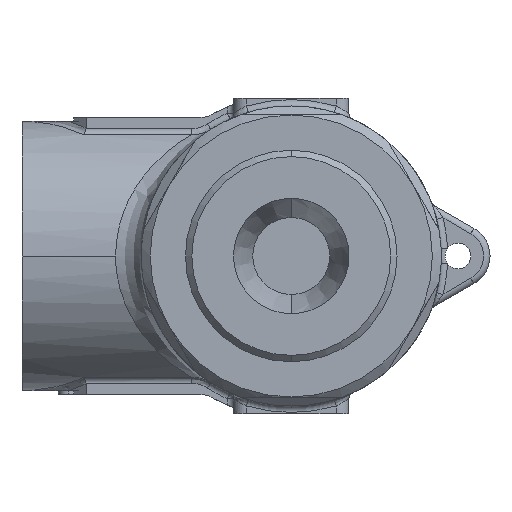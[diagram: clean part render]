
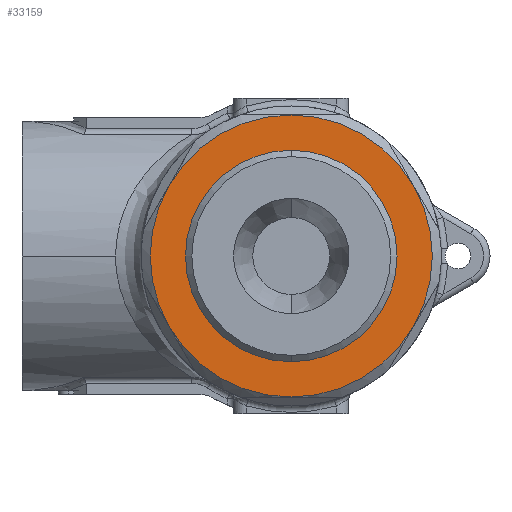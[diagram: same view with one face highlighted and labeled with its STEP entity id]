
A CAD part, front view. The second image highlights one B-rep face of the part: STEP entity #33159.
In plain terms, the highlighted planar face has unit normal (0, -1, 0).
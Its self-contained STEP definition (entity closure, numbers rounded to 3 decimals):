
#679 = VERTEX_POINT ( 'NONE', #29893 ) ;
#1782 = AXIS2_PLACEMENT_3D ( 'NONE', #14031, #34079, #16891 ) ;
#3036 = ORIENTED_EDGE ( 'NONE', *, *, #30602, .T. ) ;
#3792 = EDGE_CURVE ( 'NONE', #19883, #9328, #15440, .T. ) ;
#5094 = FACE_OUTER_BOUND ( 'NONE', #15886, .T. ) ;
#6122 = DIRECTION ( 'NONE',  ( 0., 1., 0. ) ) ;
#7303 = CARTESIAN_POINT ( 'NONE',  ( 0., 12., 8.15 ) ) ;
#7546 = CARTESIAN_POINT ( 'NONE',  ( 0., 12., 8.15 ) ) ;
#7735 = DIRECTION ( 'NONE',  ( 0., 1., 0. ) ) ;
#9328 = VERTEX_POINT ( 'NONE', #25191 ) ;
#10401 = DIRECTION ( 'NONE',  ( 0., 0., -1. ) ) ;
#10483 = CIRCLE ( 'NONE', #37188, 11. ) ;
#12723 = FACE_BOUND ( 'NONE', #20995, .T. ) ;
#13203 = PLANE ( 'NONE',  #22039 ) ;
#14031 = CARTESIAN_POINT ( 'NONE',  ( 0., 12., 0. ) ) ;
#14205 = EDGE_CURVE ( 'NONE', #9328, #19883, #10483, .T. ) ;
#15435 = ORIENTED_EDGE ( 'NONE', *, *, #17819, .T. ) ;
#15440 = CIRCLE ( 'NONE', #31802, 11. ) ;
#15886 = EDGE_LOOP ( 'NONE', ( #33937, #37180 ) ) ;
#16891 = DIRECTION ( 'NONE',  ( 0., 0., 1. ) ) ;
#17150 = DIRECTION ( 'NONE',  ( 0., 1., 0. ) ) ;
#17819 = EDGE_CURVE ( 'NONE', #28959, #679, #29895, .T. ) ;
#18353 = CIRCLE ( 'NONE', #1782, 8.15 ) ;
#19883 = VERTEX_POINT ( 'NONE', #20409 ) ;
#20409 = CARTESIAN_POINT ( 'NONE',  ( 0., 12., -11. ) ) ;
#20995 = EDGE_LOOP ( 'NONE', ( #15435, #3036 ) ) ;
#22039 = AXIS2_PLACEMENT_3D ( 'NONE', #7546, #27625, #10401 ) ;
#23290 = CARTESIAN_POINT ( 'NONE',  ( 0., 12., 0. ) ) ;
#24951 = CARTESIAN_POINT ( 'NONE',  ( 0., 12., 0. ) ) ;
#25191 = CARTESIAN_POINT ( 'NONE',  ( 0., 12., 11. ) ) ;
#26152 = DIRECTION ( 'NONE',  ( 0., 0., 1. ) ) ;
#27625 = DIRECTION ( 'NONE',  ( 0., -1., 0. ) ) ;
#27848 = DIRECTION ( 'NONE',  ( 0., 0., 1. ) ) ;
#28230 = AXIS2_PLACEMENT_3D ( 'NONE', #23290, #6122, #26152 ) ;
#28959 = VERTEX_POINT ( 'NONE', #7303 ) ;
#29893 = CARTESIAN_POINT ( 'NONE',  ( 0., 12., -8.15 ) ) ;
#29895 = CIRCLE ( 'NONE', #28230, 8.15 ) ;
#30602 = EDGE_CURVE ( 'NONE', #679, #28959, #18353, .T. ) ;
#31802 = AXIS2_PLACEMENT_3D ( 'NONE', #34341, #17150, #37229 ) ;
#33159 = ADVANCED_FACE ( 'NONE', ( #12723, #5094 ), #13203, .T. ) ;
#33937 = ORIENTED_EDGE ( 'NONE', *, *, #14205, .F. ) ;
#34079 = DIRECTION ( 'NONE',  ( 0., 1., 0. ) ) ;
#34341 = CARTESIAN_POINT ( 'NONE',  ( 0., 12., 0. ) ) ;
#37180 = ORIENTED_EDGE ( 'NONE', *, *, #3792, .F. ) ;
#37188 = AXIS2_PLACEMENT_3D ( 'NONE', #24951, #7735, #27848 ) ;
#37229 = DIRECTION ( 'NONE',  ( 0., 0., 1. ) ) ;
